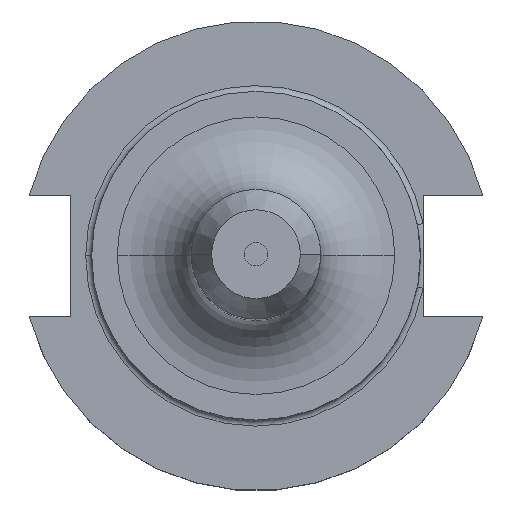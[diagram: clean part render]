
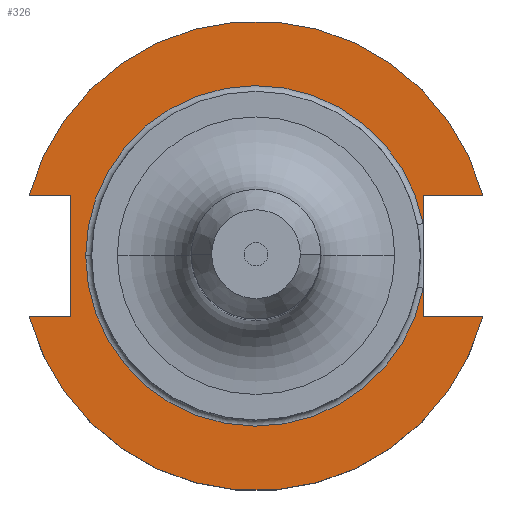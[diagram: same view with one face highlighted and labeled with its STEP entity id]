
A CAD part, top view. The second image highlights one B-rep face of the part: STEP entity #326.
In plain terms, the highlighted planar face has unit normal (0, 0, 1).
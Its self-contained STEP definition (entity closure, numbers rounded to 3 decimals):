
#8 = DIRECTION ( 'NONE',  ( 0., -1., 0. ) ) ;
#16 = VERTEX_POINT ( 'NONE', #865 ) ;
#17 = VERTEX_POINT ( 'NONE', #933 ) ;
#45 = CARTESIAN_POINT ( 'NONE',  ( -23.025, 0., 19.05 ) ) ;
#73 = LINE ( 'NONE', #1370, #1095 ) ;
#117 = AXIS2_PLACEMENT_3D ( 'NONE', #940, #1088, #1633 ) ;
#178 = VECTOR ( 'NONE', #8, 1000. ) ;
#207 = ORIENTED_EDGE ( 'NONE', *, *, #1077, .T. ) ;
#213 = DIRECTION ( 'NONE',  ( 1., 0., 0. ) ) ;
#278 = CARTESIAN_POINT ( 'NONE',  ( 0., 0., 19.05 ) ) ;
#285 = DIRECTION ( 'NONE',  ( 0., 0., 1. ) ) ;
#290 = DIRECTION ( 'NONE',  ( 1., 0., 0. ) ) ;
#299 = EDGE_CURVE ( 'NONE', #569, #1492, #612, .T. ) ;
#308 = ORIENTED_EDGE ( 'NONE', *, *, #346, .F. ) ;
#319 = CARTESIAN_POINT ( 'NONE',  ( 0., 0., 19.05 ) ) ;
#326 = ADVANCED_FACE ( 'NONE', ( #1291 ), #441, .F. ) ;
#346 = EDGE_CURVE ( 'NONE', #16, #17, #773, .T. ) ;
#392 = ORIENTED_EDGE ( 'NONE', *, *, #692, .F. ) ;
#441 = PLANE ( 'NONE',  #788 ) ;
#476 = ORIENTED_EDGE ( 'NONE', *, *, #525, .F. ) ;
#489 = DIRECTION ( 'NONE',  ( -1., 0., 0. ) ) ;
#512 = CARTESIAN_POINT ( 'NONE',  ( 0., 8.191, 19.05 ) ) ;
#522 = CIRCLE ( 'NONE', #117, 31.75 ) ;
#525 = EDGE_CURVE ( 'NONE', #625, #543, #843, .T. ) ;
#528 = DIRECTION ( 'NONE',  ( 0., 1., 0. ) ) ;
#537 = EDGE_CURVE ( 'NONE', #780, #720, #1522, .T. ) ;
#543 = VERTEX_POINT ( 'NONE', #1571 ) ;
#569 = VERTEX_POINT ( 'NONE', #619 ) ;
#598 = VERTEX_POINT ( 'NONE', #892 ) ;
#605 = DIRECTION ( 'NONE',  ( 1., 0., 0. ) ) ;
#612 = LINE ( 'NONE', #1260, #1654 ) ;
#619 = CARTESIAN_POINT ( 'NONE',  ( -30.675, 8.191, 19.05 ) ) ;
#625 = VERTEX_POINT ( 'NONE', #1437 ) ;
#651 = ORIENTED_EDGE ( 'NONE', *, *, #764, .T. ) ;
#692 = EDGE_CURVE ( 'NONE', #1005, #598, #1299, .T. ) ;
#716 = CARTESIAN_POINT ( 'NONE',  ( 22.606, 4.373, 19.05 ) ) ;
#720 = VERTEX_POINT ( 'NONE', #716 ) ;
#751 = CIRCLE ( 'NONE', #992, 23.025 ) ;
#764 = EDGE_CURVE ( 'NONE', #720, #543, #73, .T. ) ;
#768 = EDGE_LOOP ( 'NONE', ( #906, #207, #1332, #651, #476, #786, #1513, #1112, #308, #978, #392 ) ) ;
#773 = LINE ( 'NONE', #1166, #1499 ) ;
#780 = VERTEX_POINT ( 'NONE', #45 ) ;
#786 = ORIENTED_EDGE ( 'NONE', *, *, #1452, .T. ) ;
#788 = AXIS2_PLACEMENT_3D ( 'NONE', #854, #1148, #1011 ) ;
#795 = CIRCLE ( 'NONE', #1023, 31.75 ) ;
#811 = CARTESIAN_POINT ( 'NONE',  ( 22.606, 22.225, 19.05 ) ) ;
#812 = CARTESIAN_POINT ( 'NONE',  ( -25.091, 8.191, 19.05 ) ) ;
#843 = LINE ( 'NONE', #512, #1164 ) ;
#854 = CARTESIAN_POINT ( 'NONE',  ( 0., 22.225, 19.05 ) ) ;
#865 = CARTESIAN_POINT ( 'NONE',  ( -30.675, -8.191, 19.05 ) ) ;
#870 = EDGE_CURVE ( 'NONE', #1005, #1089, #1366, .T. ) ;
#892 = CARTESIAN_POINT ( 'NONE',  ( 30.675, -8.191, 19.05 ) ) ;
#906 = ORIENTED_EDGE ( 'NONE', *, *, #870, .T. ) ;
#930 = VECTOR ( 'NONE', #605, 1000. ) ;
#933 = CARTESIAN_POINT ( 'NONE',  ( -25.091, -8.191, 19.05 ) ) ;
#940 = CARTESIAN_POINT ( 'NONE',  ( 0., 0., 19.05 ) ) ;
#942 = CARTESIAN_POINT ( 'NONE',  ( 22.606, -4.373, 19.05 ) ) ;
#978 = ORIENTED_EDGE ( 'NONE', *, *, #1531, .T. ) ;
#992 = AXIS2_PLACEMENT_3D ( 'NONE', #1596, #1643, #1657 ) ;
#1005 = VERTEX_POINT ( 'NONE', #1497 ) ;
#1011 = DIRECTION ( 'NONE',  ( -1., 0., 0. ) ) ;
#1023 = AXIS2_PLACEMENT_3D ( 'NONE', #278, #285, #290 ) ;
#1077 = EDGE_CURVE ( 'NONE', #1089, #780, #751, .T. ) ;
#1082 = DIRECTION ( 'NONE',  ( 0., 1., 0. ) ) ;
#1088 = DIRECTION ( 'NONE',  ( 0., 0., 1. ) ) ;
#1089 = VERTEX_POINT ( 'NONE', #942 ) ;
#1095 = VECTOR ( 'NONE', #528, 1000. ) ;
#1112 = ORIENTED_EDGE ( 'NONE', *, *, #1440, .T. ) ;
#1131 = DIRECTION ( 'NONE',  ( -1., 0., 0. ) ) ;
#1148 = DIRECTION ( 'NONE',  ( 0., 0., -1. ) ) ;
#1164 = VECTOR ( 'NONE', #1131, 1000. ) ;
#1166 = CARTESIAN_POINT ( 'NONE',  ( -61.091, -8.191, 19.05 ) ) ;
#1252 = AXIS2_PLACEMENT_3D ( 'NONE', #319, #1409, #489 ) ;
#1260 = CARTESIAN_POINT ( 'NONE',  ( -61.091, 8.191, 19.05 ) ) ;
#1291 = FACE_OUTER_BOUND ( 'NONE', #768, .T. ) ;
#1299 = LINE ( 'NONE', #1719, #930 ) ;
#1332 = ORIENTED_EDGE ( 'NONE', *, *, #537, .T. ) ;
#1366 = LINE ( 'NONE', #811, #1684 ) ;
#1370 = CARTESIAN_POINT ( 'NONE',  ( 22.606, 22.225, 19.05 ) ) ;
#1409 = DIRECTION ( 'NONE',  ( 0., 0., -1. ) ) ;
#1437 = CARTESIAN_POINT ( 'NONE',  ( 30.675, 8.191, 19.05 ) ) ;
#1440 = EDGE_CURVE ( 'NONE', #1492, #17, #1565, .T. ) ;
#1452 = EDGE_CURVE ( 'NONE', #625, #569, #522, .T. ) ;
#1492 = VERTEX_POINT ( 'NONE', #812 ) ;
#1497 = CARTESIAN_POINT ( 'NONE',  ( 22.606, -8.191, 19.05 ) ) ;
#1499 = VECTOR ( 'NONE', #213, 1000. ) ;
#1513 = ORIENTED_EDGE ( 'NONE', *, *, #299, .T. ) ;
#1522 = CIRCLE ( 'NONE', #1252, 23.025 ) ;
#1531 = EDGE_CURVE ( 'NONE', #16, #598, #795, .T. ) ;
#1565 = LINE ( 'NONE', #1647, #178 ) ;
#1571 = CARTESIAN_POINT ( 'NONE',  ( 22.606, 8.191, 19.05 ) ) ;
#1596 = CARTESIAN_POINT ( 'NONE',  ( 0., 0., 19.05 ) ) ;
#1633 = DIRECTION ( 'NONE',  ( 1., 0., 0. ) ) ;
#1643 = DIRECTION ( 'NONE',  ( 0., 0., -1. ) ) ;
#1647 = CARTESIAN_POINT ( 'NONE',  ( -25.091, 8.191, 19.05 ) ) ;
#1649 = DIRECTION ( 'NONE',  ( 1., 0., 0. ) ) ;
#1654 = VECTOR ( 'NONE', #1649, 1000. ) ;
#1657 = DIRECTION ( 'NONE',  ( -1., 0., 0. ) ) ;
#1684 = VECTOR ( 'NONE', #1082, 1000. ) ;
#1719 = CARTESIAN_POINT ( 'NONE',  ( 0., -8.191, 19.05 ) ) ;
